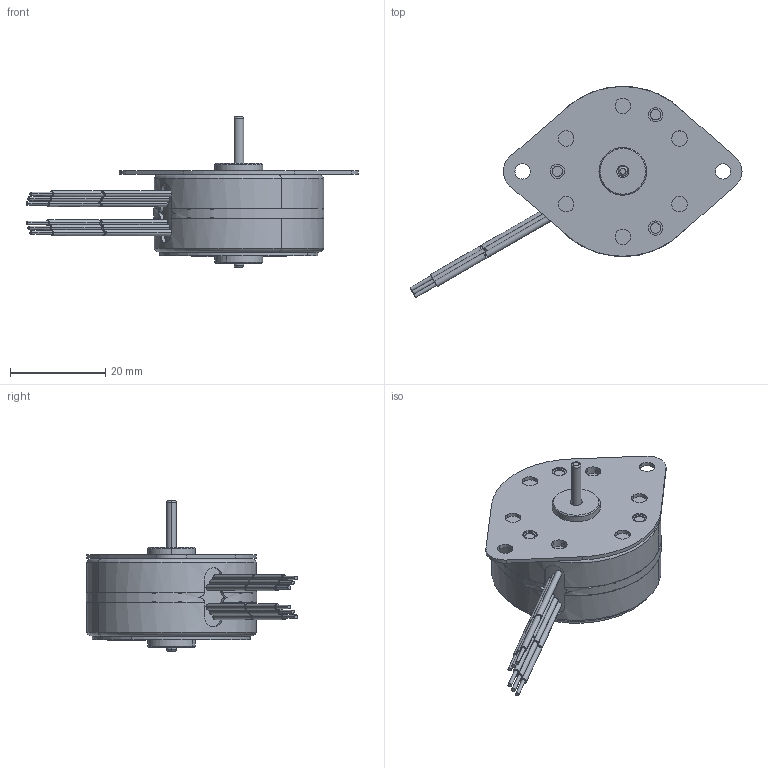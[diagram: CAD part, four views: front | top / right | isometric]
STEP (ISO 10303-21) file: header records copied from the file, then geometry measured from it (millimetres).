
FILE_DESCRIPTION((''),'2;1');
FILE_NAME('35M048B2B_ASM','2015-10-27T',('sandip.dhanwate'),(''),'PRO/ENGINEER BY PARAMETRIC TECHNOLOGY CORPORATION, 2014310','PRO/ENGINEER BY PARAMETRIC TECHNOLOGY CORPORATION, 2014310','');
FILE_SCHEMA(('CONFIG_CONTROL_DESIGN'));
Length unit declared in the file: inch
Products named in the file (10): BREP_WITH_VOIDS_11403; MANIFOLD_SOLID_BREP_11616; MANIFOLD_SOLID_BREP_11803; MANIFOLD_SOLID_BREP_12038; MANIFOLD_SOLID_BREP_12277; MANIFOLD_SOLID_BREP_12476; MANIFOLD_SOLID_BREP_12713; PRT0003_ASM_ASM; 35M048B2B_ASM_ASM; 35M048B2B_ASM
Assembly tree (9 placements, depth 4):
  35M048B2B_ASM
    35M048B2B_ASM_ASM
      PRT0003_ASM_ASM
        BREP_WITH_VOIDS_11403
        MANIFOLD_SOLID_BREP_11616
        MANIFOLD_SOLID_BREP_11803
        MANIFOLD_SOLID_BREP_12038
        MANIFOLD_SOLID_BREP_12277
        MANIFOLD_SOLID_BREP_12476
        MANIFOLD_SOLID_BREP_12713
Bounding box: 69.56 x 44.27 x 31.57 mm (x, y, z)
Volume: 18040.1 mm3; surface area: 6371 mm2
Topology: 8 solids, 28 shells, 429 faces, 1023 edges, 682 vertices
Faces by surface type: cylinder 185, plane 178, torus 22, extrusion 20, cone 12, sphere 12
Entity records: 13919 total; most frequent: CARTESIAN_POINT 3413, DIRECTION 2302, ORIENTED_EDGE 2022, EDGE_CURVE 1011, AXIS2_PLACEMENT_3D 925, VERTEX_POINT 682, CIRCLE 489, EDGE_LOOP 485
